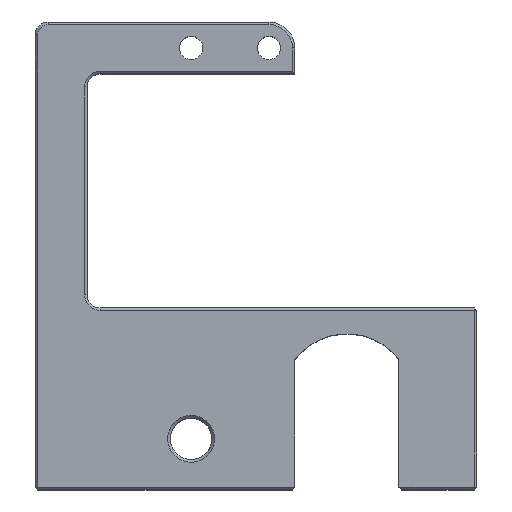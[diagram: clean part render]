
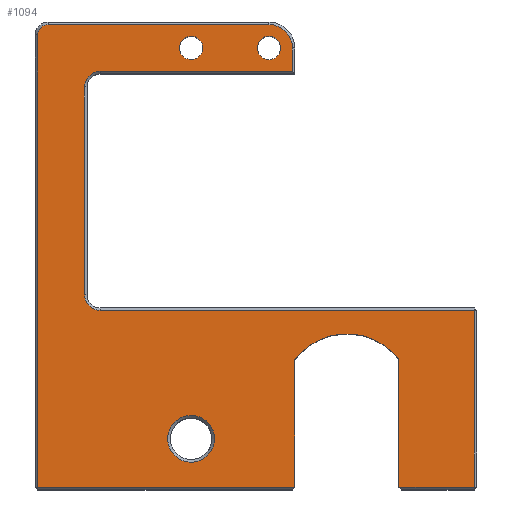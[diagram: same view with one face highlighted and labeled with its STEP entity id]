
A CAD part, top view. The second image highlights one B-rep face of the part: STEP entity #1094.
In plain terms, the highlighted planar face has unit normal (0, 0, 1).
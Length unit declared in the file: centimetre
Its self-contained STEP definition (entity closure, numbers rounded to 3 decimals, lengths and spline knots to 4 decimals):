
#132=VECTOR('',#1891,1.);
#133=VECTOR('',#1892,1.);
#134=VECTOR('',#1895,1.);
#135=VECTOR('',#1896,1.);
#136=VECTOR('',#1897,1.);
#137=VECTOR('',#1898,1.);
#138=VECTOR('',#1901,1.);
#139=VECTOR('',#1904,1.);
#140=VECTOR('',#1905,1.);
#141=VECTOR('',#1908,1.);
#142=VECTOR('',#1911,1.);
#234=LINE('',#1580,#132);
#235=LINE('',#1583,#133);
#236=LINE('',#1587,#134);
#237=LINE('',#1589,#135);
#238=LINE('',#1591,#136);
#239=LINE('',#1593,#137);
#240=LINE('',#1597,#138);
#241=LINE('',#1601,#139);
#242=LINE('',#1603,#140);
#243=LINE('',#1607,#141);
#244=LINE('',#1611,#142);
#325=PLANE('',#1174);
#394=VERTEX_POINT('',#1574);
#395=VERTEX_POINT('',#1577);
#396=VERTEX_POINT('',#1579);
#397=VERTEX_POINT('',#1581);
#398=VERTEX_POINT('',#1582);
#399=VERTEX_POINT('',#1584);
#400=VERTEX_POINT('',#1586);
#401=VERTEX_POINT('',#1588);
#402=VERTEX_POINT('',#1590);
#403=VERTEX_POINT('',#1592);
#404=VERTEX_POINT('',#1594);
#405=VERTEX_POINT('',#1596);
#406=VERTEX_POINT('',#1598);
#407=VERTEX_POINT('',#1600);
#408=VERTEX_POINT('',#1602);
#409=VERTEX_POINT('',#1604);
#410=VERTEX_POINT('',#1606);
#411=VERTEX_POINT('',#1608);
#412=VERTEX_POINT('',#1610);
#465=CIRCLE('',#1173,0.45);
#466=CIRCLE('',#1175,0.225);
#467=CIRCLE('',#1176,0.225);
#468=CIRCLE('',#1177,1.25);
#469=CIRCLE('',#1178,0.3);
#470=CIRCLE('',#1179,0.3);
#471=CIRCLE('',#1180,0.45);
#472=CIRCLE('',#1181,0.2);
#513=EDGE_CURVE('',#394,#394,#465,.T.);
#514=EDGE_CURVE('',#395,#395,#466,.T.);
#515=EDGE_CURVE('',#396,#396,#467,.T.);
#516=EDGE_CURVE('',#397,#398,#234,.T.);
#517=EDGE_CURVE('',#399,#397,#235,.T.);
#518=EDGE_CURVE('',#400,#399,#468,.T.);
#519=EDGE_CURVE('',#400,#401,#236,.T.);
#520=EDGE_CURVE('',#402,#401,#237,.T.);
#521=EDGE_CURVE('',#403,#402,#238,.T.);
#522=EDGE_CURVE('',#404,#403,#239,.T.);
#523=EDGE_CURVE('',#405,#404,#469,.T.);
#524=EDGE_CURVE('',#406,#405,#240,.T.);
#525=EDGE_CURVE('',#407,#406,#470,.T.);
#526=EDGE_CURVE('',#408,#407,#241,.T.);
#527=EDGE_CURVE('',#409,#408,#242,.T.);
#528=EDGE_CURVE('',#410,#409,#471,.T.);
#529=EDGE_CURVE('',#411,#410,#243,.T.);
#530=EDGE_CURVE('',#412,#411,#472,.T.);
#531=EDGE_CURVE('',#398,#412,#244,.T.);
#660=ORIENTED_EDGE('',*,*,#514,.F.);
#661=ORIENTED_EDGE('',*,*,#515,.F.);
#662=ORIENTED_EDGE('',*,*,#516,.F.);
#663=ORIENTED_EDGE('',*,*,#517,.F.);
#664=ORIENTED_EDGE('',*,*,#518,.F.);
#665=ORIENTED_EDGE('',*,*,#519,.T.);
#666=ORIENTED_EDGE('',*,*,#520,.F.);
#667=ORIENTED_EDGE('',*,*,#521,.F.);
#668=ORIENTED_EDGE('',*,*,#522,.F.);
#669=ORIENTED_EDGE('',*,*,#523,.F.);
#670=ORIENTED_EDGE('',*,*,#524,.F.);
#671=ORIENTED_EDGE('',*,*,#525,.F.);
#672=ORIENTED_EDGE('',*,*,#526,.F.);
#673=ORIENTED_EDGE('',*,*,#527,.F.);
#674=ORIENTED_EDGE('',*,*,#528,.F.);
#675=ORIENTED_EDGE('',*,*,#529,.F.);
#676=ORIENTED_EDGE('',*,*,#530,.F.);
#677=ORIENTED_EDGE('',*,*,#531,.F.);
#678=ORIENTED_EDGE('',*,*,#513,.F.);
#920=EDGE_LOOP('',(#660));
#921=EDGE_LOOP('',(#661));
#922=EDGE_LOOP('',(#662,#663,#664,#665,#666,#667,#668,#669,#670,#671,#672,
#673,#674,#675,#676,#677));
#923=EDGE_LOOP('',(#678));
#1012=FACE_BOUND('',#920,.T.);
#1013=FACE_BOUND('',#921,.T.);
#1014=FACE_BOUND('',#922,.T.);
#1015=FACE_BOUND('',#923,.T.);
#1094=ADVANCED_FACE('',(#1012,#1013,#1014,#1015),#325,.T.);
#1173=AXIS2_PLACEMENT_3D('',#1573,#1884,#1885);
#1174=AXIS2_PLACEMENT_3D('',#1575,#1886,$);
#1175=AXIS2_PLACEMENT_3D('',#1576,#1887,#1888);
#1176=AXIS2_PLACEMENT_3D('',#1578,#1889,#1890);
#1177=AXIS2_PLACEMENT_3D('',#1585,#1893,#1894);
#1178=AXIS2_PLACEMENT_3D('',#1595,#1899,#1900);
#1179=AXIS2_PLACEMENT_3D('',#1599,#1902,#1903);
#1180=AXIS2_PLACEMENT_3D('',#1605,#1906,#1907);
#1181=AXIS2_PLACEMENT_3D('',#1609,#1909,#1910);
#1573=CARTESIAN_POINT('',(-1.5,-0.02,3.));
#1574=CARTESIAN_POINT('',(-1.05,-0.02,3.));
#1575=CARTESIAN_POINT('',(-1.174,3.5069,3.));
#1576=CARTESIAN_POINT('',(-1.5,7.5,3.));
#1577=CARTESIAN_POINT('',(-1.275,7.5,3.));
#1578=CARTESIAN_POINT('',(0.,7.5,3.));
#1579=CARTESIAN_POINT('',(0.225,7.5,3.));
#1580=CARTESIAN_POINT('',(-1.587,-0.95,3.));
#1581=CARTESIAN_POINT('',(0.5,-0.95,3.));
#1582=CARTESIAN_POINT('',(-4.45,-0.95,3.));
#1583=CARTESIAN_POINT('',(0.5,1.5,3.));
#1584=CARTESIAN_POINT('',(0.5,1.5,3.));
#1585=CARTESIAN_POINT('',(1.5,0.75,3.));
#1586=CARTESIAN_POINT('',(2.5,1.5,3.));
#1587=CARTESIAN_POINT('',(2.5,0.,3.));
#1588=CARTESIAN_POINT('',(2.5,-0.95,3.));
#1589=CARTESIAN_POINT('',(1.038,-0.95,3.));
#1590=CARTESIAN_POINT('',(3.95,-0.95,3.));
#1591=CARTESIAN_POINT('',(3.95,2.3785,3.));
#1592=CARTESIAN_POINT('',(3.95,2.45,3.));
#1593=CARTESIAN_POINT('',(-0.3995,2.45,3.));
#1594=CARTESIAN_POINT('',(-3.25,2.45,3.));
#1595=CARTESIAN_POINT('',(-3.25,2.75,3.));
#1596=CARTESIAN_POINT('',(-3.55,2.75,3.));
#1597=CARTESIAN_POINT('',(-3.55,4.1285,3.));
#1598=CARTESIAN_POINT('',(-3.55,6.75,3.));
#1599=CARTESIAN_POINT('',(-3.25,6.75,3.));
#1600=CARTESIAN_POINT('',(-3.25,7.05,3.));
#1601=CARTESIAN_POINT('',(-1.2745,7.05,3.));
#1602=CARTESIAN_POINT('',(0.45,7.05,3.));
#1603=CARTESIAN_POINT('',(0.45,5.3785,3.));
#1604=CARTESIAN_POINT('',(0.45,7.5,3.));
#1605=CARTESIAN_POINT('',(0.,7.5,3.));
#1606=CARTESIAN_POINT('',(0.,7.95,3.));
#1607=CARTESIAN_POINT('',(-1.6495,7.95,3.));
#1608=CARTESIAN_POINT('',(-4.25,7.95,3.));
#1609=CARTESIAN_POINT('',(-4.25,7.75,3.));
#1610=CARTESIAN_POINT('',(-4.45,7.75,3.));
#1611=CARTESIAN_POINT('',(-4.45,3.691,3.));
#1884=DIRECTION('',(0.,0.,1.));
#1885=DIRECTION('',(-0.45,0.,0.));
#1886=DIRECTION('',(0.,0.,1.));
#1887=DIRECTION('',(0.,0.,1.));
#1888=DIRECTION('',(0.225,0.,0.));
#1889=DIRECTION('',(0.,0.,1.));
#1890=DIRECTION('',(0.225,0.,0.));
#1891=DIRECTION('',(-1.,0.,0.));
#1892=DIRECTION('',(0.,-1.,0.));
#1893=DIRECTION('',(0.,0.,1.));
#1894=DIRECTION('',(1.25,0.,0.));
#1895=DIRECTION('',(0.,-1.,0.));
#1896=DIRECTION('',(-1.,0.,0.));
#1897=DIRECTION('',(0.,-1.,0.));
#1898=DIRECTION('',(1.,0.,0.));
#1899=DIRECTION('',(0.,0.,1.));
#1900=DIRECTION('',(-0.212,-0.212,0.));
#1901=DIRECTION('',(0.,-1.,0.));
#1902=DIRECTION('',(0.,0.,1.));
#1903=DIRECTION('',(-0.212,0.212,0.));
#1904=DIRECTION('',(-1.,0.,0.));
#1905=DIRECTION('',(0.,-1.,0.));
#1906=DIRECTION('',(0.,0.,-1.));
#1907=DIRECTION('',(0.318,0.318,0.));
#1908=DIRECTION('',(1.,0.,0.));
#1909=DIRECTION('',(0.,0.,-1.));
#1910=DIRECTION('',(-0.141,0.141,0.));
#1911=DIRECTION('',(0.,1.,0.));
